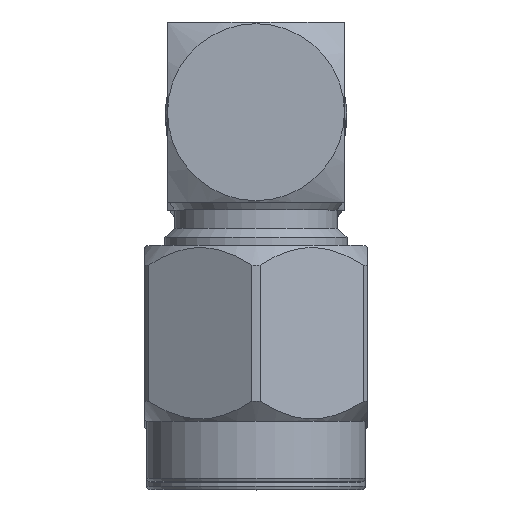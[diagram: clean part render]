
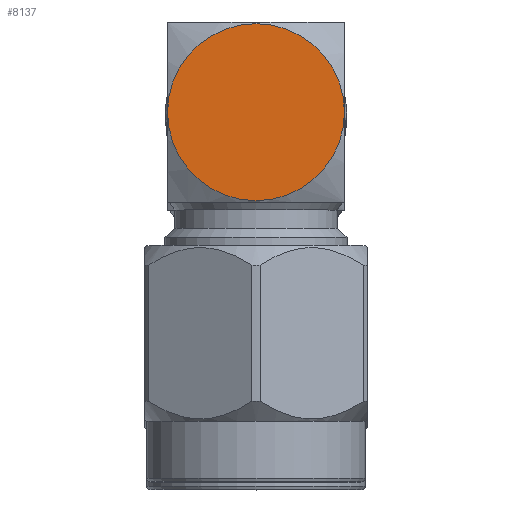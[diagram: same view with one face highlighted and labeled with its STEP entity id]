
A CAD part, top view. The second image highlights one B-rep face of the part: STEP entity #8137.
In plain terms, the highlighted face is planar.
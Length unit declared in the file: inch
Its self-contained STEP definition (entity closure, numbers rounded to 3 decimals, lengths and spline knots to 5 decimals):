
#500 = VERTEX_POINT ( 'NONE', #9862 ) ;
#1974 = ORIENTED_EDGE ( 'NONE', *, *, #7037, .F. ) ;
#2368 = CARTESIAN_POINT ( 'NONE',  ( -0.125, -1.65277, -0.125 ) ) ;
#2571 = DIRECTION ( 'NONE',  ( 0., 0., -1. ) ) ;
#2748 = DIRECTION ( 'NONE',  ( -1., 0., 0. ) ) ;
#5982 = DIRECTION ( 'NONE',  ( 0., 0., 1. ) ) ;
#6114 = EDGE_CURVE ( 'NONE', #6317, #500, #7579, .T. ) ;
#6317 = VERTEX_POINT ( 'NONE', #10917 ) ;
#6575 = FACE_OUTER_BOUND ( 'NONE', #13089, .T. ) ;
#7037 = EDGE_CURVE ( 'NONE', #6317, #500, #11223, .T. ) ;
#7293 = DIRECTION ( 'NONE',  ( 1., 0., 0. ) ) ;
#7579 = CIRCLE ( 'NONE', #8485, 0.125 ) ;
#8137 = ADVANCED_FACE ( 'NONE', ( #6575 ), #11894, .F. ) ;
#8212 = DIRECTION ( 'NONE',  ( 0., 0., -1. ) ) ;
#8437 = ORIENTED_EDGE ( 'NONE', *, *, #6114, .T. ) ;
#8485 = AXIS2_PLACEMENT_3D ( 'NONE', #8982, #2748, #5982 ) ;
#8815 = AXIS2_PLACEMENT_3D ( 'NONE', #10406, #7293, #8212 ) ;
#8982 = CARTESIAN_POINT ( 'NONE',  ( -0.125, -0.52217, 0. ) ) ;
#9833 = DIRECTION ( 'NONE',  ( 1., 0., 0. ) ) ;
#9862 = CARTESIAN_POINT ( 'NONE',  ( -0.125, -0.52217, -0.125 ) ) ;
#10364 = AXIS2_PLACEMENT_3D ( 'NONE', #2368, #9833, #2571 ) ;
#10406 = CARTESIAN_POINT ( 'NONE',  ( -0.125, -0.52217, 0. ) ) ;
#10917 = CARTESIAN_POINT ( 'NONE',  ( -0.125, -0.52217, 0.125 ) ) ;
#11223 = CIRCLE ( 'NONE', #8815, 0.125 ) ;
#11894 = PLANE ( 'NONE',  #10364 ) ;
#13089 = EDGE_LOOP ( 'NONE', ( #8437, #1974 ) ) ;
